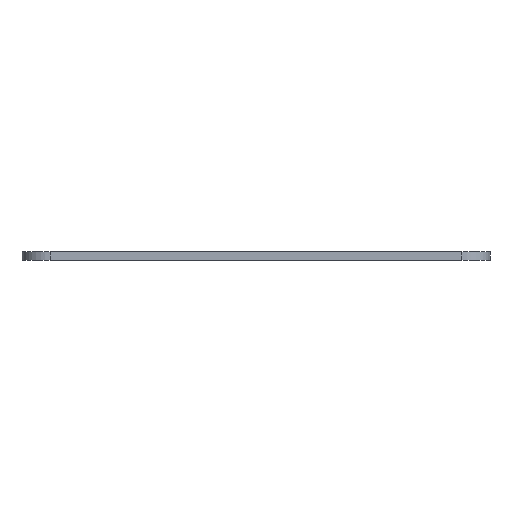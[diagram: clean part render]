
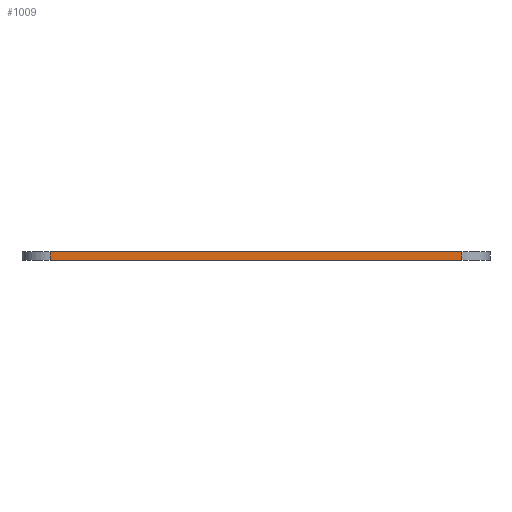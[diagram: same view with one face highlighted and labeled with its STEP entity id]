
A CAD part, front view. The second image highlights one B-rep face of the part: STEP entity #1009.
In plain terms, the highlighted planar face has unit normal (0, -1, 0).
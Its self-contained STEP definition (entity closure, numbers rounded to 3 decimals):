
#51=PLANE('',#1121);
#101=FACE_OUTER_BOUND('',#159,.T.);
#159=EDGE_LOOP('',(#873,#874,#875,#876));
#184=LINE('',#1455,#280);
#205=LINE('',#1542,#301);
#206=LINE('',#1546,#302);
#261=LINE('',#1696,#357);
#280=VECTOR('',#1154,10.);
#301=VECTOR('',#1227,10.);
#302=VECTOR('',#1232,10.);
#357=VECTOR('',#1403,10.);
#426=VERTEX_POINT('',#1452);
#427=VERTEX_POINT('',#1454);
#467=VERTEX_POINT('',#1540);
#468=VERTEX_POINT('',#1544);
#524=EDGE_CURVE('',#426,#427,#184,.T.);
#568=EDGE_CURVE('',#467,#426,#205,.T.);
#570=EDGE_CURVE('',#427,#468,#206,.T.);
#645=EDGE_CURVE('',#468,#467,#261,.T.);
#873=ORIENTED_EDGE('',*,*,#568,.F.);
#874=ORIENTED_EDGE('',*,*,#645,.F.);
#875=ORIENTED_EDGE('',*,*,#570,.F.);
#876=ORIENTED_EDGE('',*,*,#524,.F.);
#1009=ADVANCED_FACE('',(#101),#51,.T.);
#1121=AXIS2_PLACEMENT_3D('',#1695,#1401,#1402);
#1154=DIRECTION('',(-1.,0.,0.));
#1227=DIRECTION('',(0.,0.,-1.));
#1232=DIRECTION('',(0.,0.,1.));
#1401=DIRECTION('center_axis',(0.,-1.,0.));
#1402=DIRECTION('ref_axis',(1.,0.,0.));
#1403=DIRECTION('',(1.,0.,0.));
#1452=CARTESIAN_POINT('',(70.565,-50.075,0.));
#1454=CARTESIAN_POINT('',(-2.435,-50.075,0.));
#1455=CARTESIAN_POINT('',(75.565,-50.075,0.));
#1540=CARTESIAN_POINT('',(70.565,-50.075,1.5));
#1542=CARTESIAN_POINT('',(70.565,-50.075,0.));
#1544=CARTESIAN_POINT('',(-2.435,-50.075,1.5));
#1546=CARTESIAN_POINT('',(-2.435,-50.075,0.));
#1695=CARTESIAN_POINT('Origin',(-7.435,-50.075,0.));
#1696=CARTESIAN_POINT('',(75.565,-50.075,1.5));
